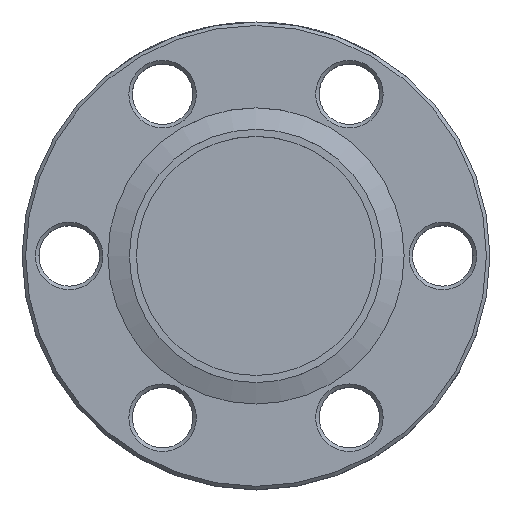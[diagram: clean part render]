
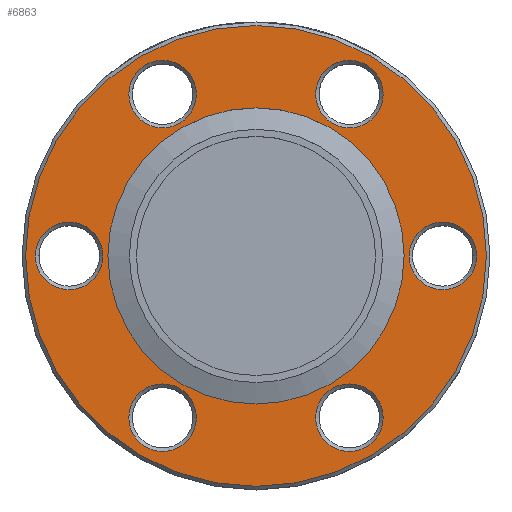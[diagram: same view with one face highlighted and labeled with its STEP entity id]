
A CAD part, top view. The second image highlights one B-rep face of the part: STEP entity #6863.
In plain terms, the highlighted planar face has unit normal (0, 0, 1).
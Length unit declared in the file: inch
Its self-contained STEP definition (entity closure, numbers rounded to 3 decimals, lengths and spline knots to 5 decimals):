
#1704=PLANE('',#7295);
#1834=VERTEX_POINT('',#8612);
#1839=VERTEX_POINT('',#8626);
#1841=VERTEX_POINT('',#8632);
#1842=VERTEX_POINT('',#8634);
#1843=VERTEX_POINT('',#8636);
#1844=VERTEX_POINT('',#8638);
#1845=VERTEX_POINT('',#8640);
#1846=VERTEX_POINT('',#8642);
#2556=CIRCLE('',#7283,0.421);
#2561=CIRCLE('',#7292,0.096);
#2563=CIRCLE('',#7296,0.096);
#2564=CIRCLE('',#7297,0.096);
#2565=CIRCLE('',#7298,0.096);
#2566=CIRCLE('',#7299,0.655);
#2567=CIRCLE('',#7300,0.096);
#2568=CIRCLE('',#7301,0.096);
#2714=EDGE_CURVE('',#1834,#1834,#2556,.T.);
#2719=EDGE_CURVE('',#1839,#1839,#2561,.T.);
#2721=EDGE_CURVE('',#1841,#1841,#2563,.T.);
#2722=EDGE_CURVE('',#1842,#1842,#2564,.T.);
#2723=EDGE_CURVE('',#1843,#1843,#2565,.T.);
#2724=EDGE_CURVE('',#1844,#1844,#2566,.T.);
#2725=EDGE_CURVE('',#1845,#1845,#2567,.T.);
#2726=EDGE_CURVE('',#1846,#1846,#2568,.T.);
#3798=ORIENTED_EDGE('',*,*,#2714,.T.);
#3799=ORIENTED_EDGE('',*,*,#2721,.F.);
#3800=ORIENTED_EDGE('',*,*,#2722,.F.);
#3801=ORIENTED_EDGE('',*,*,#2723,.F.);
#3802=ORIENTED_EDGE('',*,*,#2724,.F.);
#3803=ORIENTED_EDGE('',*,*,#2725,.F.);
#3804=ORIENTED_EDGE('',*,*,#2726,.F.);
#3805=ORIENTED_EDGE('',*,*,#2719,.F.);
#5920=EDGE_LOOP('',(#3798));
#5921=EDGE_LOOP('',(#3799));
#5922=EDGE_LOOP('',(#3800));
#5923=EDGE_LOOP('',(#3801));
#5924=EDGE_LOOP('',(#3802));
#5925=EDGE_LOOP('',(#3803));
#5926=EDGE_LOOP('',(#3804));
#5927=EDGE_LOOP('',(#3805));
#6403=FACE_BOUND('',#5920,.T.);
#6404=FACE_BOUND('',#5921,.T.);
#6405=FACE_BOUND('',#5922,.T.);
#6406=FACE_BOUND('',#5923,.T.);
#6407=FACE_BOUND('',#5924,.T.);
#6408=FACE_BOUND('',#5925,.T.);
#6409=FACE_BOUND('',#5926,.T.);
#6410=FACE_BOUND('',#5927,.T.);
#6863=ADVANCED_FACE('',(#6403,#6404,#6405,#6406,#6407,#6408,#6409,#6410),
#1704,.T.);
#7283=AXIS2_PLACEMENT_3D('',#8611,#7638,#7639);
#7292=AXIS2_PLACEMENT_3D('',#8625,#7655,#7656);
#7295=AXIS2_PLACEMENT_3D('',#8630,#7661,$);
#7296=AXIS2_PLACEMENT_3D('',#8631,#7662,#7663);
#7297=AXIS2_PLACEMENT_3D('',#8633,#7664,#7665);
#7298=AXIS2_PLACEMENT_3D('',#8635,#7666,#7667);
#7299=AXIS2_PLACEMENT_3D('',#8637,#7668,#7669);
#7300=AXIS2_PLACEMENT_3D('',#8639,#7670,#7671);
#7301=AXIS2_PLACEMENT_3D('',#8641,#7672,#7673);
#7638=DIRECTION('',(0.,0.,-1.));
#7639=DIRECTION('',(-0.421,0.,0.));
#7655=DIRECTION('',(0.,0.,1.));
#7656=DIRECTION('',(0.,-0.096,0.));
#7661=DIRECTION('',(0.,0.,1.));
#7662=DIRECTION('',(0.,0.,1.));
#7663=DIRECTION('',(0.,-0.096,0.));
#7664=DIRECTION('',(0.,0.,1.));
#7665=DIRECTION('',(0.,-0.096,0.));
#7666=DIRECTION('',(0.,0.,1.));
#7667=DIRECTION('',(0.,-0.096,0.));
#7668=DIRECTION('',(0.,0.,-1.));
#7669=DIRECTION('',(-0.655,0.,0.));
#7670=DIRECTION('',(0.,0.,1.));
#7671=DIRECTION('',(0.,-0.096,0.));
#7672=DIRECTION('',(0.,0.,1.));
#7673=DIRECTION('',(0.,-0.096,0.));
#8611=CARTESIAN_POINT('',(0.,0.,0.));
#8612=CARTESIAN_POINT('',(-0.421,0.,0.));
#8625=CARTESIAN_POINT('',(0.531,0.,0.));
#8626=CARTESIAN_POINT('',(0.531,0.096,0.));
#8630=CARTESIAN_POINT('',(0.,0.,0.));
#8631=CARTESIAN_POINT('',(0.2655,-0.45986,0.));
#8632=CARTESIAN_POINT('',(0.2655,-0.36386,0.));
#8633=CARTESIAN_POINT('',(-0.531,0.,0.));
#8634=CARTESIAN_POINT('',(-0.531,0.096,0.));
#8635=CARTESIAN_POINT('',(0.2655,0.45986,0.));
#8636=CARTESIAN_POINT('',(0.2655,0.55586,0.));
#8637=CARTESIAN_POINT('',(0.,0.,0.));
#8638=CARTESIAN_POINT('',(0.655,0.,0.));
#8639=CARTESIAN_POINT('',(-0.2655,0.45986,0.));
#8640=CARTESIAN_POINT('',(-0.2655,0.55586,0.));
#8641=CARTESIAN_POINT('',(-0.2655,-0.45986,0.));
#8642=CARTESIAN_POINT('',(-0.2655,-0.36386,0.));
